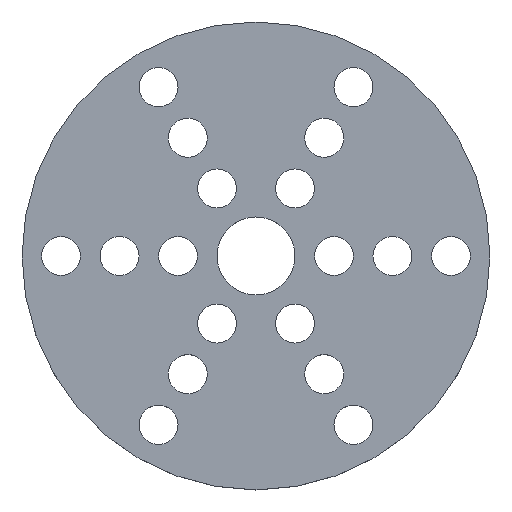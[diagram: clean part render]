
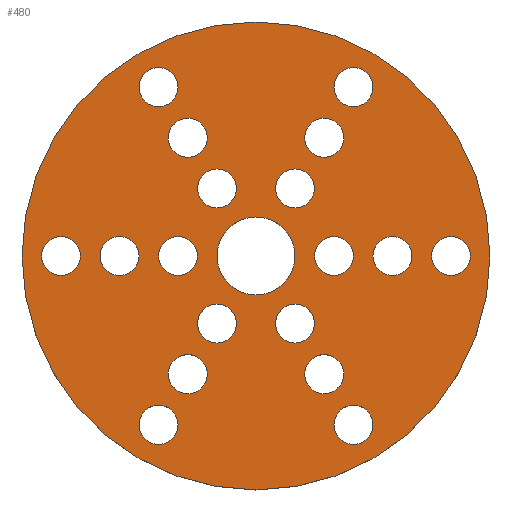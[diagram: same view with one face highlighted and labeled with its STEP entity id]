
A CAD part, top view. The second image highlights one B-rep face of the part: STEP entity #480.
In plain terms, the highlighted planar face has unit normal (0, 0, 1).
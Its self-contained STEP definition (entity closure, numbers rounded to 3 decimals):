
#14=FACE_BOUND('',#101,.T.);
#15=FACE_BOUND('',#102,.T.);
#16=FACE_BOUND('',#103,.T.);
#17=FACE_BOUND('',#104,.T.);
#18=FACE_BOUND('',#105,.T.);
#19=FACE_BOUND('',#106,.T.);
#20=FACE_BOUND('',#107,.T.);
#21=FACE_BOUND('',#108,.T.);
#22=FACE_BOUND('',#109,.T.);
#23=FACE_BOUND('',#110,.T.);
#24=FACE_BOUND('',#111,.T.);
#25=FACE_BOUND('',#112,.T.);
#26=FACE_BOUND('',#113,.T.);
#27=FACE_BOUND('',#114,.T.);
#28=FACE_BOUND('',#115,.T.);
#29=FACE_BOUND('',#116,.T.);
#30=FACE_BOUND('',#117,.T.);
#31=FACE_BOUND('',#118,.T.);
#32=FACE_BOUND('',#119,.T.);
#52=PLANE('',#556);
#78=FACE_OUTER_BOUND('',#100,.T.);
#100=EDGE_LOOP('',(#400));
#101=EDGE_LOOP('',(#401));
#102=EDGE_LOOP('',(#402));
#103=EDGE_LOOP('',(#403));
#104=EDGE_LOOP('',(#404));
#105=EDGE_LOOP('',(#405));
#106=EDGE_LOOP('',(#406));
#107=EDGE_LOOP('',(#407));
#108=EDGE_LOOP('',(#408));
#109=EDGE_LOOP('',(#409));
#110=EDGE_LOOP('',(#410));
#111=EDGE_LOOP('',(#411));
#112=EDGE_LOOP('',(#412));
#113=EDGE_LOOP('',(#413));
#114=EDGE_LOOP('',(#414));
#115=EDGE_LOOP('',(#415));
#116=EDGE_LOOP('',(#416));
#117=EDGE_LOOP('',(#417));
#118=EDGE_LOOP('',(#418));
#119=EDGE_LOOP('',(#419));
#181=CIRCLE('',#498,10.);
#182=CIRCLE('',#500,5.);
#184=CIRCLE('',#503,5.);
#186=CIRCLE('',#506,5.);
#188=CIRCLE('',#509,5.);
#190=CIRCLE('',#512,5.);
#192=CIRCLE('',#515,5.);
#194=CIRCLE('',#518,5.);
#196=CIRCLE('',#521,5.);
#198=CIRCLE('',#524,5.);
#200=CIRCLE('',#527,5.);
#202=CIRCLE('',#530,5.);
#204=CIRCLE('',#533,5.);
#206=CIRCLE('',#536,5.);
#208=CIRCLE('',#539,5.);
#210=CIRCLE('',#542,5.);
#212=CIRCLE('',#545,5.);
#214=CIRCLE('',#548,5.);
#216=CIRCLE('',#551,5.);
#218=CIRCLE('',#554,60.);
#221=VERTEX_POINT('',#708);
#222=VERTEX_POINT('',#712);
#224=VERTEX_POINT('',#718);
#226=VERTEX_POINT('',#724);
#228=VERTEX_POINT('',#730);
#230=VERTEX_POINT('',#736);
#232=VERTEX_POINT('',#742);
#234=VERTEX_POINT('',#748);
#236=VERTEX_POINT('',#754);
#238=VERTEX_POINT('',#760);
#240=VERTEX_POINT('',#766);
#242=VERTEX_POINT('',#772);
#244=VERTEX_POINT('',#778);
#246=VERTEX_POINT('',#784);
#248=VERTEX_POINT('',#790);
#250=VERTEX_POINT('',#796);
#252=VERTEX_POINT('',#802);
#254=VERTEX_POINT('',#808);
#256=VERTEX_POINT('',#814);
#258=VERTEX_POINT('',#820);
#262=EDGE_CURVE('',#221,#221,#181,.T.);
#263=EDGE_CURVE('',#222,#222,#182,.T.);
#266=EDGE_CURVE('',#224,#224,#184,.T.);
#269=EDGE_CURVE('',#226,#226,#186,.T.);
#272=EDGE_CURVE('',#228,#228,#188,.T.);
#275=EDGE_CURVE('',#230,#230,#190,.T.);
#278=EDGE_CURVE('',#232,#232,#192,.T.);
#281=EDGE_CURVE('',#234,#234,#194,.T.);
#284=EDGE_CURVE('',#236,#236,#196,.T.);
#287=EDGE_CURVE('',#238,#238,#198,.T.);
#290=EDGE_CURVE('',#240,#240,#200,.T.);
#293=EDGE_CURVE('',#242,#242,#202,.T.);
#296=EDGE_CURVE('',#244,#244,#204,.T.);
#299=EDGE_CURVE('',#246,#246,#206,.T.);
#302=EDGE_CURVE('',#248,#248,#208,.T.);
#305=EDGE_CURVE('',#250,#250,#210,.T.);
#308=EDGE_CURVE('',#252,#252,#212,.T.);
#311=EDGE_CURVE('',#254,#254,#214,.T.);
#314=EDGE_CURVE('',#256,#256,#216,.T.);
#317=EDGE_CURVE('',#258,#258,#218,.T.);
#400=ORIENTED_EDGE('',*,*,#317,.T.);
#401=ORIENTED_EDGE('',*,*,#262,.T.);
#402=ORIENTED_EDGE('',*,*,#314,.T.);
#403=ORIENTED_EDGE('',*,*,#311,.T.);
#404=ORIENTED_EDGE('',*,*,#308,.T.);
#405=ORIENTED_EDGE('',*,*,#305,.T.);
#406=ORIENTED_EDGE('',*,*,#302,.T.);
#407=ORIENTED_EDGE('',*,*,#299,.T.);
#408=ORIENTED_EDGE('',*,*,#296,.T.);
#409=ORIENTED_EDGE('',*,*,#293,.T.);
#410=ORIENTED_EDGE('',*,*,#290,.T.);
#411=ORIENTED_EDGE('',*,*,#287,.T.);
#412=ORIENTED_EDGE('',*,*,#284,.T.);
#413=ORIENTED_EDGE('',*,*,#281,.T.);
#414=ORIENTED_EDGE('',*,*,#278,.T.);
#415=ORIENTED_EDGE('',*,*,#275,.T.);
#416=ORIENTED_EDGE('',*,*,#272,.T.);
#417=ORIENTED_EDGE('',*,*,#269,.T.);
#418=ORIENTED_EDGE('',*,*,#266,.T.);
#419=ORIENTED_EDGE('',*,*,#263,.T.);
#480=ADVANCED_FACE('',(#78,#14,#15,#16,#17,#18,#19,#20,#21,#22,#23,#24,
#25,#26,#27,#28,#29,#30,#31,#32),#52,.T.);
#498=AXIS2_PLACEMENT_3D('',#710,#565,#566);
#500=AXIS2_PLACEMENT_3D('',#713,#569,#570);
#503=AXIS2_PLACEMENT_3D('',#719,#576,#577);
#506=AXIS2_PLACEMENT_3D('',#725,#583,#584);
#509=AXIS2_PLACEMENT_3D('',#731,#590,#591);
#512=AXIS2_PLACEMENT_3D('',#737,#597,#598);
#515=AXIS2_PLACEMENT_3D('',#743,#604,#605);
#518=AXIS2_PLACEMENT_3D('',#749,#611,#612);
#521=AXIS2_PLACEMENT_3D('',#755,#618,#619);
#524=AXIS2_PLACEMENT_3D('',#761,#625,#626);
#527=AXIS2_PLACEMENT_3D('',#767,#632,#633);
#530=AXIS2_PLACEMENT_3D('',#773,#639,#640);
#533=AXIS2_PLACEMENT_3D('',#779,#646,#647);
#536=AXIS2_PLACEMENT_3D('',#785,#653,#654);
#539=AXIS2_PLACEMENT_3D('',#791,#660,#661);
#542=AXIS2_PLACEMENT_3D('',#797,#667,#668);
#545=AXIS2_PLACEMENT_3D('',#803,#674,#675);
#548=AXIS2_PLACEMENT_3D('',#809,#681,#682);
#551=AXIS2_PLACEMENT_3D('',#815,#688,#689);
#554=AXIS2_PLACEMENT_3D('',#821,#695,#696);
#556=AXIS2_PLACEMENT_3D('',#825,#700,#701);
#565=DIRECTION('center_axis',(0.,0.,-1.));
#566=DIRECTION('ref_axis',(1.,0.,0.));
#569=DIRECTION('center_axis',(0.,0.,-1.));
#570=DIRECTION('ref_axis',(1.,0.,0.));
#576=DIRECTION('center_axis',(0.,0.,-1.));
#577=DIRECTION('ref_axis',(1.,0.,0.));
#583=DIRECTION('center_axis',(0.,0.,-1.));
#584=DIRECTION('ref_axis',(1.,0.,0.));
#590=DIRECTION('center_axis',(0.,0.,-1.));
#591=DIRECTION('ref_axis',(1.,0.,0.));
#597=DIRECTION('center_axis',(0.,0.,-1.));
#598=DIRECTION('ref_axis',(1.,0.,0.));
#604=DIRECTION('center_axis',(0.,0.,-1.));
#605=DIRECTION('ref_axis',(1.,0.,0.));
#611=DIRECTION('center_axis',(0.,0.,-1.));
#612=DIRECTION('ref_axis',(1.,0.,0.));
#618=DIRECTION('center_axis',(0.,0.,-1.));
#619=DIRECTION('ref_axis',(1.,0.,0.));
#625=DIRECTION('center_axis',(0.,0.,-1.));
#626=DIRECTION('ref_axis',(1.,0.,0.));
#632=DIRECTION('center_axis',(0.,0.,-1.));
#633=DIRECTION('ref_axis',(1.,0.,0.));
#639=DIRECTION('center_axis',(0.,0.,-1.));
#640=DIRECTION('ref_axis',(1.,0.,0.));
#646=DIRECTION('center_axis',(0.,0.,-1.));
#647=DIRECTION('ref_axis',(1.,0.,0.));
#653=DIRECTION('center_axis',(0.,0.,-1.));
#654=DIRECTION('ref_axis',(1.,0.,0.));
#660=DIRECTION('center_axis',(0.,0.,-1.));
#661=DIRECTION('ref_axis',(1.,0.,0.));
#667=DIRECTION('center_axis',(0.,0.,-1.));
#668=DIRECTION('ref_axis',(1.,0.,0.));
#674=DIRECTION('center_axis',(0.,0.,-1.));
#675=DIRECTION('ref_axis',(1.,0.,0.));
#681=DIRECTION('center_axis',(0.,0.,-1.));
#682=DIRECTION('ref_axis',(1.,0.,0.));
#688=DIRECTION('center_axis',(0.,0.,-1.));
#689=DIRECTION('ref_axis',(1.,0.,0.));
#695=DIRECTION('center_axis',(0.,0.,1.));
#696=DIRECTION('ref_axis',(1.,0.,0.));
#700=DIRECTION('center_axis',(0.,0.,1.));
#701=DIRECTION('ref_axis',(1.,0.,0.));
#708=CARTESIAN_POINT('',(-10.,0.,10.));
#710=CARTESIAN_POINT('Origin',(0.,0.,10.));
#712=CARTESIAN_POINT('',(12.5,30.311,10.));
#713=CARTESIAN_POINT('Origin',(17.5,30.311,10.));
#718=CARTESIAN_POINT('',(-30.,-43.301,10.));
#719=CARTESIAN_POINT('Origin',(-25.,-43.301,10.));
#724=CARTESIAN_POINT('',(-40.,0.,10.));
#725=CARTESIAN_POINT('Origin',(-35.,0.,10.));
#730=CARTESIAN_POINT('',(20.,43.301,10.));
#731=CARTESIAN_POINT('Origin',(25.,43.301,10.));
#736=CARTESIAN_POINT('',(15.,0.,10.));
#737=CARTESIAN_POINT('Origin',(20.,0.,10.));
#742=CARTESIAN_POINT('',(5.,17.321,10.));
#743=CARTESIAN_POINT('Origin',(10.,17.321,10.));
#748=CARTESIAN_POINT('',(5.,-17.321,10.));
#749=CARTESIAN_POINT('Origin',(10.,-17.321,10.));
#754=CARTESIAN_POINT('',(20.,-43.301,10.));
#755=CARTESIAN_POINT('Origin',(25.,-43.301,10.));
#760=CARTESIAN_POINT('',(-55.,0.,10.));
#761=CARTESIAN_POINT('Origin',(-50.,0.,10.));
#766=CARTESIAN_POINT('',(12.5,-30.311,10.));
#767=CARTESIAN_POINT('Origin',(17.5,-30.311,10.));
#772=CARTESIAN_POINT('',(-25.,0.,10.));
#773=CARTESIAN_POINT('Origin',(-20.,0.,10.));
#778=CARTESIAN_POINT('',(-22.5,30.311,10.));
#779=CARTESIAN_POINT('Origin',(-17.5,30.311,10.));
#784=CARTESIAN_POINT('',(-22.5,-30.311,10.));
#785=CARTESIAN_POINT('Origin',(-17.5,-30.311,10.));
#790=CARTESIAN_POINT('',(-15.,-17.321,10.));
#791=CARTESIAN_POINT('Origin',(-10.,-17.321,10.));
#796=CARTESIAN_POINT('',(-30.,43.301,10.));
#797=CARTESIAN_POINT('Origin',(-25.,43.301,10.));
#802=CARTESIAN_POINT('',(30.,0.,10.));
#803=CARTESIAN_POINT('Origin',(35.,0.,10.));
#808=CARTESIAN_POINT('',(45.,0.,10.));
#809=CARTESIAN_POINT('Origin',(50.,0.,10.));
#814=CARTESIAN_POINT('',(-15.,17.321,10.));
#815=CARTESIAN_POINT('Origin',(-10.,17.321,10.));
#820=CARTESIAN_POINT('',(-60.,0.,10.));
#821=CARTESIAN_POINT('Origin',(0.,0.,10.));
#825=CARTESIAN_POINT('Origin',(0.,0.,10.));
